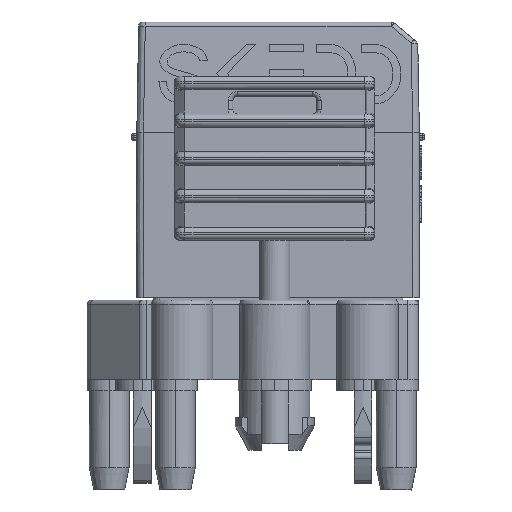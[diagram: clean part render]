
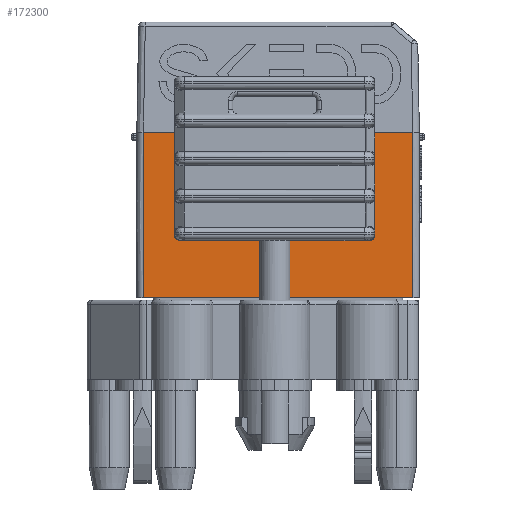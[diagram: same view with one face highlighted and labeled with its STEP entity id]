
A CAD part, left-side view. The second image highlights one B-rep face of the part: STEP entity #172300.
In plain terms, the highlighted face is planar.
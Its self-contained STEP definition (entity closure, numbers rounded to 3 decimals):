
#70600=CARTESIAN_POINT('',(28.29,21.736,
-65.42));
#70610=VERTEX_POINT('',#70600);
#70640=CARTESIAN_POINT('',(28.29,0.,
-65.42));
#70650=DIRECTION('',(0.,-1.,0.));
#70660=VECTOR('',#70650,1.);
#70670=LINE('',#70640,#70660);
#70680=CARTESIAN_POINT('',(28.29,9.536,
-65.42));
#70690=VERTEX_POINT('',#70680);
#70700=EDGE_CURVE('',#70610,#70690,#70670,.T.);
#96640=CARTESIAN_POINT('',(20.803,9.536,
-65.42));
#96650=VERTEX_POINT('',#96640);
#97570=CARTESIAN_POINT('',(20.803,9.536,
-65.42));
#97580=CARTESIAN_POINT('',(20.842,9.536,
-65.42));
#97590=CARTESIAN_POINT('',(20.88,9.536,
-65.42));
#97600=CARTESIAN_POINT('',(22.14,9.536,
-65.42));
#97610=CARTESIAN_POINT('',(23.36,9.536,
-65.42));
#97620=CARTESIAN_POINT('',(49.553,9.536,
-65.42));
#97630=CARTESIAN_POINT('',(74.526,9.536,
-65.42));
#97640=CARTESIAN_POINT('',(99.499,9.536,
-65.42));
#97650=B_SPLINE_CURVE_WITH_KNOTS('',3,(#97570,#97580,#97590,#97600,
#97610,#97620,#97630,#97640),.UNSPECIFIED.,.F.,.F.,(4,2,2,4),(
-78.7,-78.578,-74.919,
0.),.UNSPECIFIED.);
#97660=EDGE_CURVE('',#96650,#70690,#97650,.T.);
#170050=CARTESIAN_POINT('',(20.803,0.,
-65.42));
#170060=DIRECTION('',(0.,-1.,0.));
#170070=VECTOR('',#170060,1.);
#170080=LINE('',#170050,#170070);
#170090=CARTESIAN_POINT('',(20.803,21.736,
-65.42));
#170100=VERTEX_POINT('',#170090);
#170110=EDGE_CURVE('',#170100,#96650,#170080,.T.);
#171410=CARTESIAN_POINT('',(20.79,22.036,
-65.42));
#171420=DIRECTION('',(0.,0.,-1.));
#171430=DIRECTION('',(1.,0.,0.));
#171440=AXIS2_PLACEMENT_3D('',#171410,#171420,#171430);
#171450=PLANE('',#171440);
#171460=CARTESIAN_POINT('',(21.89,0.,-65.42));
#171470=DIRECTION('',(0.,-1.,0.));
#171480=VECTOR('',#171470,1.);
#171490=LINE('',#171460,#171480);
#171500=CARTESIAN_POINT('',(21.89,19.336,
-65.42));
#171510=VERTEX_POINT('',#171500);
#171520=CARTESIAN_POINT('',(21.89,18.336,
-65.42));
#171530=VERTEX_POINT('',#171520);
#171540=EDGE_CURVE('',#171510,#171530,#171490,.T.);
#171550=ORIENTED_EDGE('',*,*,#171540,.T.);
#171560=CARTESIAN_POINT('',(0.,19.336,-65.42));
#171570=DIRECTION('',(-1.,0.,0.));
#171580=VECTOR('',#171570,1.);
#171590=LINE('',#171560,#171580);
#171600=CARTESIAN_POINT('',(25.09,19.336,
-65.42));
#171610=VERTEX_POINT('',#171600);
#171620=EDGE_CURVE('',#171610,#171510,#171590,.T.);
#171630=ORIENTED_EDGE('',*,*,#171620,.T.);
#171640=CARTESIAN_POINT('',(25.09,0.,-65.42));
#171650=DIRECTION('',(0.,-1.,0.));
#171660=VECTOR('',#171650,1.);
#171670=LINE('',#171640,#171660);
#171680=CARTESIAN_POINT('',(25.09,18.336,
-65.42));
#171690=VERTEX_POINT('',#171680);
#171700=EDGE_CURVE('',#171610,#171690,#171670,.T.);
#171710=ORIENTED_EDGE('',*,*,#171700,.F.);
#171720=CARTESIAN_POINT('',(0.,18.336,-65.42));
#171730=DIRECTION('',(1.,0.,0.));
#171740=VECTOR('',#171730,1.);
#171750=LINE('',#171720,#171740);
#171760=EDGE_CURVE('',#171530,#171690,#171750,.T.);
#171770=ORIENTED_EDGE('',*,*,#171760,.T.);
#171780=EDGE_LOOP('',(#171770,#171710,#171630,#171550));
#171790=FACE_BOUND('',#171780,.T.);
#171800=CARTESIAN_POINT('',(21.89,0.,-65.42));
#171810=DIRECTION('',(0.,-1.,0.));
#171820=VECTOR('',#171810,1.);
#171830=LINE('',#171800,#171820);
#171840=CARTESIAN_POINT('',(21.89,13.236,
-65.42));
#171850=VERTEX_POINT('',#171840);
#171860=CARTESIAN_POINT('',(21.89,12.236,
-65.42));
#171870=VERTEX_POINT('',#171860);
#171880=EDGE_CURVE('',#171850,#171870,#171830,.T.);
#171890=ORIENTED_EDGE('',*,*,#171880,.T.);
#171900=CARTESIAN_POINT('',(0.,13.236,-65.42));
#171910=DIRECTION('',(1.,0.,0.));
#171920=VECTOR('',#171910,1.);
#171930=LINE('',#171900,#171920);
#171940=CARTESIAN_POINT('',(25.09,13.236,
-65.42));
#171950=VERTEX_POINT('',#171940);
#171960=EDGE_CURVE('',#171850,#171950,#171930,.T.);
#171970=ORIENTED_EDGE('',*,*,#171960,.F.);
#171980=CARTESIAN_POINT('',(25.09,0.,-65.42));
#171990=DIRECTION('',(0.,-1.,0.));
#172000=VECTOR('',#171990,1.);
#172010=LINE('',#171980,#172000);
#172020=CARTESIAN_POINT('',(25.09,12.236,
-65.42));
#172030=VERTEX_POINT('',#172020);
#172040=EDGE_CURVE('',#171950,#172030,#172010,.T.);
#172050=ORIENTED_EDGE('',*,*,#172040,.F.);
#172060=CARTESIAN_POINT('',(0.,12.236,-65.42));
#172070=DIRECTION('',(1.,0.,0.));
#172080=VECTOR('',#172070,1.);
#172090=LINE('',#172060,#172080);
#172100=EDGE_CURVE('',#171870,#172030,#172090,.T.);
#172110=ORIENTED_EDGE('',*,*,#172100,.T.);
#172120=EDGE_LOOP('',(#172110,#172050,#171970,#171890));
#172130=FACE_BOUND('',#172120,.T.);
#172140=ORIENTED_EDGE('',*,*,#170110,.F.);
#172150=ORIENTED_EDGE('',*,*,#97660,.F.);
#172160=ORIENTED_EDGE('',*,*,#70700,.T.);
#172170=CARTESIAN_POINT('',(20.803,21.736,
-65.42));
#172180=CARTESIAN_POINT('',(20.842,21.736,
-65.42));
#172190=CARTESIAN_POINT('',(20.88,21.736,
-65.42));
#172200=CARTESIAN_POINT('',(22.14,21.736,
-65.42));
#172210=CARTESIAN_POINT('',(23.36,21.736,
-65.42));
#172220=CARTESIAN_POINT('',(25.917,21.736,
-65.42));
#172230=CARTESIAN_POINT('',(27.253,21.736,
-65.42));
#172240=CARTESIAN_POINT('',(28.59,21.736,
-65.42));
#172250=B_SPLINE_CURVE_WITH_KNOTS('',3,(#172170,#172180,#172190,#172200,
#172210,#172220,#172230,#172240),.UNSPECIFIED.,.F.,.F.,(4,2,2,4),(0.,
0.121,3.781,7.791),.UNSPECIFIED.);
#172260=EDGE_CURVE('',#170100,#70610,#172250,.T.);
#172270=ORIENTED_EDGE('',*,*,#172260,.T.);
#172280=EDGE_LOOP('',(#172270,#172160,#172150,#172140));
#172290=FACE_OUTER_BOUND('',#172280,.T.);
#172300=ADVANCED_FACE('',(#171790,#172130,#172290),#171450,.T.);
